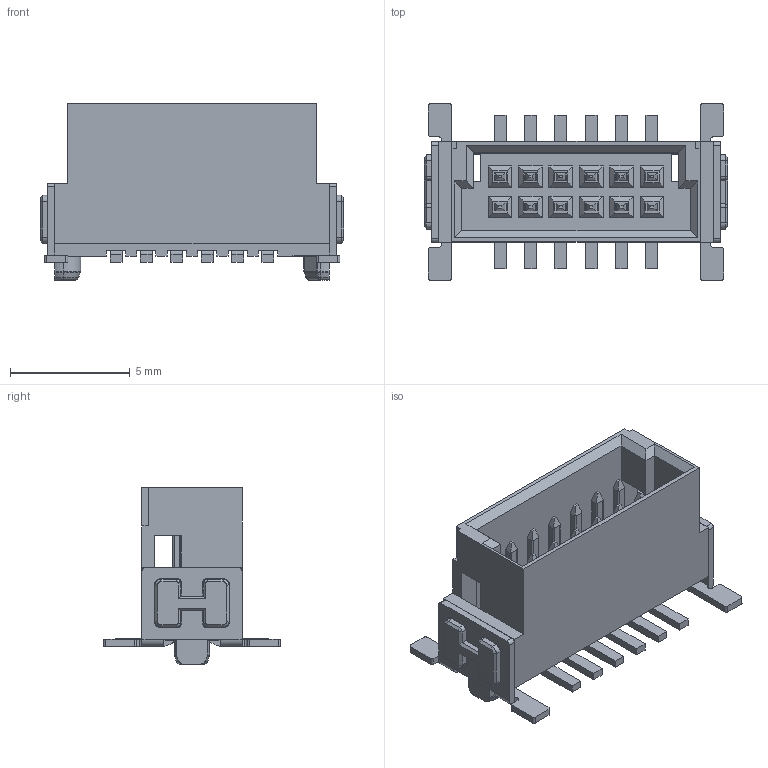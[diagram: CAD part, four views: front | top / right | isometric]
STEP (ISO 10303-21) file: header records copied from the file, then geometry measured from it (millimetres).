
FILE_DESCRIPTION(('CATIA V5 STEP Exchange','CAx-IF Rec.Pracs.--- Model Styling and Organization---1.4--- 2014-01-23'),'2;1');
FILE_NAME ('D1463888_0_2746980000_2746980000.stp','2020-10-05T13:06:51+00:00',('none'),('Weidmueller'),'CATIA Version 5-6 Release 2016 SP3 HF44','CATIA V5 STEP AP214','none');
FILE_SCHEMA(('AUTOMOTIVE_DESIGN { 1 0 10303 214 1 1 1 1 }'));
Length unit declared in the file: millimetre
Products named in the file (1): 2746980000
Bounding box: 12.7 x 7.38 x 7.38 mm (x, y, z)
Volume: 145.1 mm3; surface area: 609.4 mm2
Topology: 1 solids, 1 shells, 835 faces, 2270 edges, 1455 vertices
Faces by surface type: plane 519, cylinder 202, bspline 48, torus 41, cone 25
Entity records: 30328 total; most frequent: CARTESIAN_POINT 10481, ORIENTED_EDGE 4532, DIRECTION 3177, EDGE_CURVE 2266, VECTOR 1577, LINE 1577, VERTEX_POINT 1456, AXIS2_PLACEMENT_3D 984
